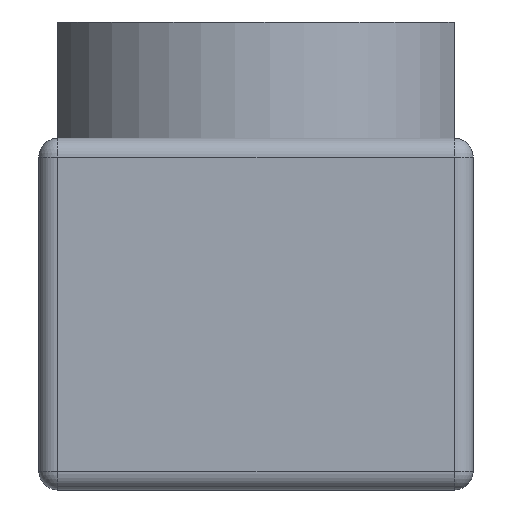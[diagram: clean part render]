
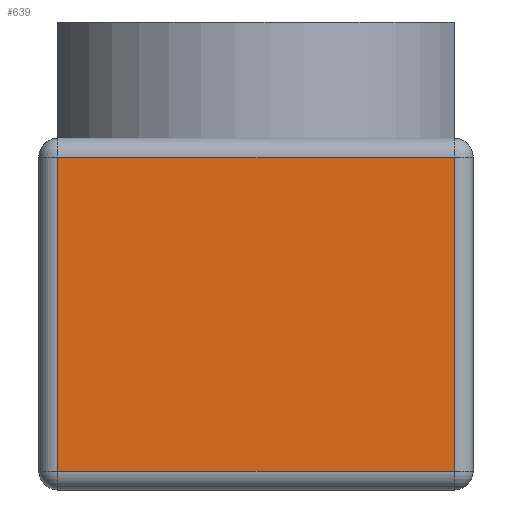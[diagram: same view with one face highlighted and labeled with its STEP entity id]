
A CAD part, left-side view. The second image highlights one B-rep face of the part: STEP entity #639.
In plain terms, the highlighted planar face has unit normal (-1, 0, 0).
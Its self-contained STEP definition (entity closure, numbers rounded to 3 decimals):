
#38=PLANE('',#730);
#78=FACE_OUTER_BOUND('',#118,.T.);
#118=EDGE_LOOP('',(#554,#555,#556,#557));
#160=LINE('',#1098,#213);
#162=LINE('',#1101,#215);
#163=LINE('',#1103,#216);
#166=LINE('',#1107,#219);
#213=VECTOR('',#900,10.);
#215=VECTOR('',#904,10.);
#216=VECTOR('',#907,10.);
#219=VECTOR('',#912,10.);
#292=VERTEX_POINT('',#1034);
#294=VERTEX_POINT('',#1039);
#301=VERTEX_POINT('',#1058);
#303=VERTEX_POINT('',#1064);
#389=EDGE_CURVE('',#294,#292,#160,.T.);
#391=EDGE_CURVE('',#301,#292,#162,.T.);
#392=EDGE_CURVE('',#303,#301,#163,.T.);
#395=EDGE_CURVE('',#294,#303,#166,.T.);
#554=ORIENTED_EDGE('',*,*,#395,.F.);
#555=ORIENTED_EDGE('',*,*,#389,.T.);
#556=ORIENTED_EDGE('',*,*,#391,.F.);
#557=ORIENTED_EDGE('',*,*,#392,.F.);
#639=ADVANCED_FACE('',(#78),#38,.T.);
#730=AXIS2_PLACEMENT_3D('',#1111,#919,#920);
#900=DIRECTION('',(0.,0.,1.));
#904=DIRECTION('',(0.,-1.,0.));
#907=DIRECTION('',(0.,0.,1.));
#912=DIRECTION('',(0.,1.,0.));
#919=DIRECTION('center_axis',(-1.,0.,0.));
#920=DIRECTION('ref_axis',(0.,-1.,0.));
#1034=CARTESIAN_POINT('',(-35.9,1.934,24.95));
#1039=CARTESIAN_POINT('',(-35.9,1.934,0.));
#1058=CARTESIAN_POINT('',(-35.9,33.434,24.95));
#1064=CARTESIAN_POINT('',(-35.9,33.434,0.));
#1098=CARTESIAN_POINT('',(-35.9,1.934,0.));
#1101=CARTESIAN_POINT('',(-35.9,1.934,24.95));
#1103=CARTESIAN_POINT('',(-35.9,33.434,0.));
#1107=CARTESIAN_POINT('',(-35.9,1.934,0.));
#1111=CARTESIAN_POINT('Origin',(-35.9,33.434,0.));
